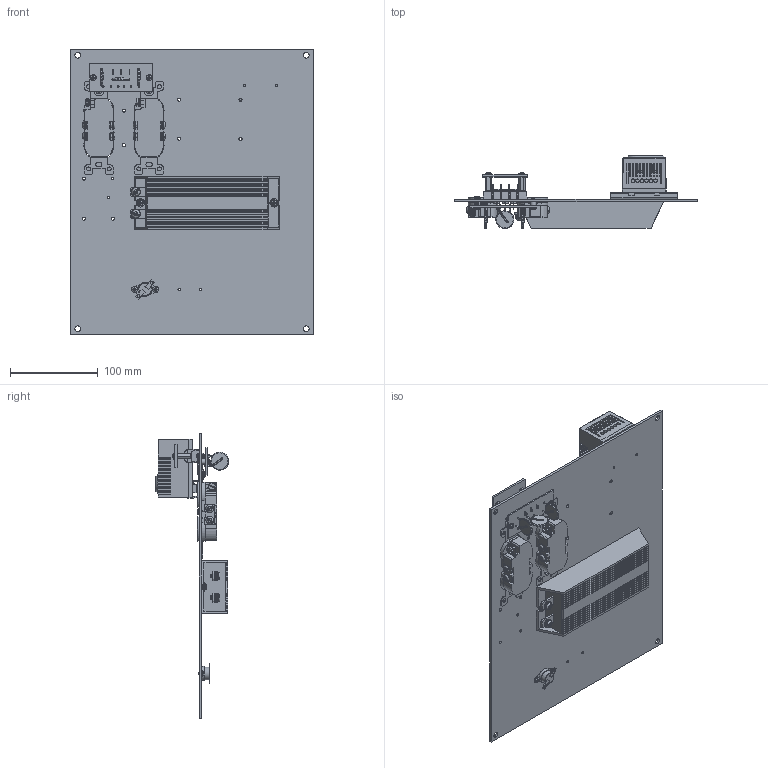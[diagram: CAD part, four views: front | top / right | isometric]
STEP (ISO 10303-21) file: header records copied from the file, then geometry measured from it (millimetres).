
FILE_DESCRIPTION (( 'STEP AP214' ), '1' );
FILE_NAME ('TEF14-RP1HFA2_3D.STEP', '2020-04-15T17:36:55', ( '' ), ( '' ), 'SwSTEP 2.0', 'SolidWorks 2018', '' );
FILE_SCHEMA (( 'AUTOMOTIVE_DESIGN' ));
Length unit declared in the file: inch
Products named in the file (23): XLBL-F704-UL_With Actual Text; XFS-0067_XFS-0067; XFW-0004; XFS-0066_90272A147; XFN-0022; X-ASSY-HYP285-1; XERZ-V20D241; X-PCB-HYP285; XHIC-HTR110; XFW-0020; 1BE04-060; 1BE04-071; XF797-02; XFS-0017; XMH-0010; XFN-0013; XFS-0031; XCTB-0002; XMH-0006; XF451-01; 1AW05-083_With Actual Text; 1AW05-082_With Actual Text; TEF14-RP1HFA2_3D
Assembly tree (40 placements, depth 3):
  TEF14-RP1HFA2_3D
    XF451-01
    XCTB-0002
    XFN-0013  x2
    XMH-0010  x2
    XFS-0017  x7
    XF797-02
    1BE04-071
    1BE04-060
    XFW-0020  x4
    XHIC-HTR110
    X-ASSY-HYP285-1
      X-PCB-HYP285
      XERZ-V20D241  x3
    XFN-0022  x2
    XFS-0066_90272A147  x2
    XFW-0004  x2
    XFS-0067_XFS-0067  x2
    XLBL-F704-UL_With Actual Text
    1AW05-082_With Actual Text
    1AW05-083_With Actual Text
    XMH-0006
    XFS-0031  x2
Bounding box: 275.59 x 83.33 x 323.85 mm (x, y, z)
Volume: 697948 mm3; surface area: 306807.2 mm2
Topology: 39 solids, 39 shells, 3817 faces, 9861 edges, 6355 vertices
Faces by surface type: plane 2154, cylinder 668, bspline 587, cone 274, torus 102, sphere 32
Full cylindrical faces by diameter (mm): 0.369 x10, 1.102 x1, 1.27 x6, 1.397 x6, 1.778 x6, 2.705 x18, 3.175 x2, 3.429 x2, 3.556 x9, 3.683 x2, 3.81 x2, 3.886 x8, 3.934 x1, 3.962 x2, 3.969 x4, 4.013 x12, 4.064 x2, 4.47 x2, 4.572 x10, 5.08 x2, 6.35 x6, 6.667 x3, 6.858 x13, 7.163 x3, 7.62 x3, 8.801 x2, 8.915 x8, 9.144 x2, 9.525 x4, 9.652 x2
Entity records: 154323 total; most frequent: CARTESIAN_POINT 59781, ORIENTED_EDGE 15258, DIRECTION 12357, EDGE_CURVE 7629, VERTEX_POINT 5112, VECTOR 5081, LINE 5081, EDGE_LOOP 3647
